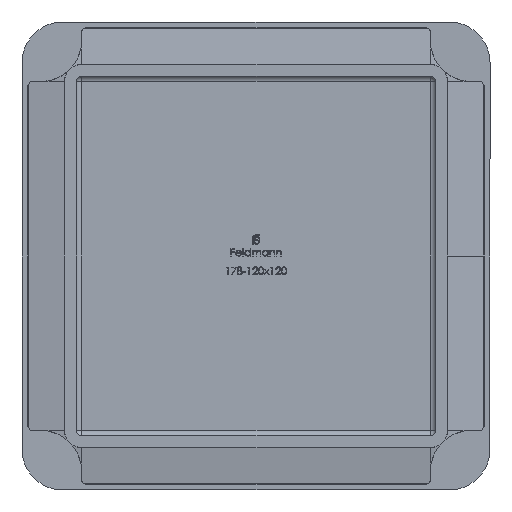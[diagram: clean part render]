
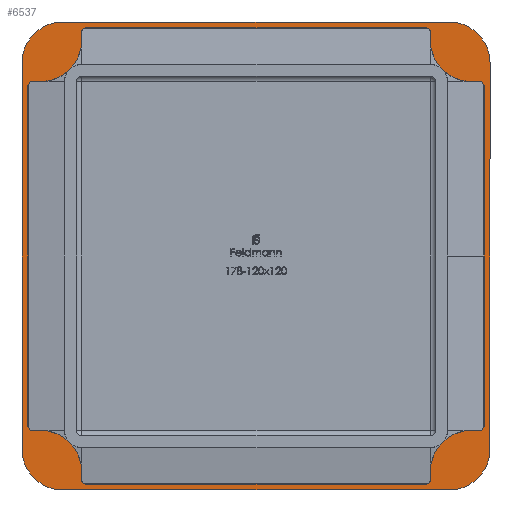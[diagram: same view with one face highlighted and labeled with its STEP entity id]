
A CAD part, front view. The second image highlights one B-rep face of the part: STEP entity #6537.
In plain terms, the highlighted planar face has unit normal (0, -1, 0).
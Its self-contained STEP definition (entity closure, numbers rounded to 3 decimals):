
#137 = CIRCLE ( 'NONE', #12456, 7. ) ;
#357 = EDGE_CURVE ( 'NONE', #10692, #16938, #19883, .T. ) ;
#432 = EDGE_CURVE ( 'NONE', #10692, #17037, #5010, .T. ) ;
#445 = CARTESIAN_POINT ( 'NONE',  ( 32.75, 0., -29.75 ) ) ;
#638 = CARTESIAN_POINT ( 'NONE',  ( -40., 0., -40. ) ) ;
#798 = EDGE_CURVE ( 'NONE', #15156, #12640, #4729, .T. ) ;
#976 = CIRCLE ( 'NONE', #12589, 3. ) ;
#984 = AXIS2_PLACEMENT_3D ( 'NONE', #4779, #15629, #19052 ) ;
#1121 = DIRECTION ( 'NONE',  ( 0., 0., -1. ) ) ;
#1356 = ORIENTED_EDGE ( 'NONE', *, *, #6669, .F. ) ;
#1427 = CARTESIAN_POINT ( 'NONE',  ( 40., 0., -33. ) ) ;
#1610 = CARTESIAN_POINT ( 'NONE',  ( 29.75, 0., 32.75 ) ) ;
#1680 = EDGE_CURVE ( 'NONE', #10033, #11366, #6328, .T. ) ;
#2070 = DIRECTION ( 'NONE',  ( -1., 0., 0. ) ) ;
#2156 = LINE ( 'NONE', #4457, #8771 ) ;
#2180 = CARTESIAN_POINT ( 'NONE',  ( 29.75, 0., -29.75 ) ) ;
#2414 = DIRECTION ( 'NONE',  ( -1., 0., 0. ) ) ;
#2487 = CARTESIAN_POINT ( 'NONE',  ( 33., 0., -40. ) ) ;
#2873 = VECTOR ( 'NONE', #1121, 1000. ) ;
#2878 = VERTEX_POINT ( 'NONE', #1610 ) ;
#3379 = EDGE_LOOP ( 'NONE', ( #20911, #21197, #11457, #4752, #14374, #13250, #1356, #8697 ) ) ;
#3726 = EDGE_CURVE ( 'NONE', #8020, #17407, #4767, .T. ) ;
#3840 = EDGE_CURVE ( 'NONE', #13937, #2878, #4492, .T. ) ;
#3869 = CIRCLE ( 'NONE', #984, 7. ) ;
#3954 = CARTESIAN_POINT ( 'NONE',  ( -29.75, 0., -29.75 ) ) ;
#4155 = PLANE ( 'NONE',  #7305 ) ;
#4344 = AXIS2_PLACEMENT_3D ( 'NONE', #17130, #10248, #22424 ) ;
#4441 = CARTESIAN_POINT ( 'NONE',  ( -40., 0., 40. ) ) ;
#4457 = CARTESIAN_POINT ( 'NONE',  ( -29.75, 0., -32.75 ) ) ;
#4492 = CIRCLE ( 'NONE', #4344, 3. ) ;
#4729 = CIRCLE ( 'NONE', #11526, 3. ) ;
#4752 = ORIENTED_EDGE ( 'NONE', *, *, #798, .F. ) ;
#4767 = LINE ( 'NONE', #22193, #2873 ) ;
#4779 = CARTESIAN_POINT ( 'NONE',  ( 33., 0., -33. ) ) ;
#4792 = CARTESIAN_POINT ( 'NONE',  ( -32.75, 0., 29.75 ) ) ;
#5010 = CIRCLE ( 'NONE', #19506, 7. ) ;
#5050 = DIRECTION ( 'NONE',  ( 0., 0., -1. ) ) ;
#5247 = ORIENTED_EDGE ( 'NONE', *, *, #3726, .F. ) ;
#5414 = AXIS2_PLACEMENT_3D ( 'NONE', #5822, #14665, #16524 ) ;
#5564 = DIRECTION ( 'NONE',  ( 0., -1., 0. ) ) ;
#5705 = DIRECTION ( 'NONE',  ( 0., -1., 0. ) ) ;
#5822 = CARTESIAN_POINT ( 'NONE',  ( -33., 0., -33. ) ) ;
#5986 = CARTESIAN_POINT ( 'NONE',  ( 29.75, 0., -32.75 ) ) ;
#6206 = EDGE_CURVE ( 'NONE', #10033, #17407, #3869, .T. ) ;
#6328 = LINE ( 'NONE', #638, #16250 ) ;
#6464 = DIRECTION ( 'NONE',  ( 0., -1., 0. ) ) ;
#6537 = ADVANCED_FACE ( 'NONE', ( #8303, #14313 ), #4155, .F. ) ;
#6669 = EDGE_CURVE ( 'NONE', #13317, #14936, #17108, .T. ) ;
#6739 = VERTEX_POINT ( 'NONE', #15680 ) ;
#7305 = AXIS2_PLACEMENT_3D ( 'NONE', #16382, #12990, #16454 ) ;
#7999 = ORIENTED_EDGE ( 'NONE', *, *, #357, .F. ) ;
#8019 = EDGE_CURVE ( 'NONE', #12640, #13937, #19291, .T. ) ;
#8020 = VERTEX_POINT ( 'NONE', #15688 ) ;
#8239 = CIRCLE ( 'NONE', #15811, 3. ) ;
#8303 = FACE_OUTER_BOUND ( 'NONE', #12471, .T. ) ;
#8697 = ORIENTED_EDGE ( 'NONE', *, *, #20416, .F. ) ;
#8771 = VECTOR ( 'NONE', #22603, 1000. ) ;
#9249 = EDGE_CURVE ( 'NONE', #11780, #11366, #16185, .T. ) ;
#10022 = VERTEX_POINT ( 'NONE', #19732 ) ;
#10033 = VERTEX_POINT ( 'NONE', #2487 ) ;
#10075 = DIRECTION ( 'NONE',  ( 0., -1., 0. ) ) ;
#10248 = DIRECTION ( 'NONE',  ( 0., -1., 0. ) ) ;
#10432 = CARTESIAN_POINT ( 'NONE',  ( 32.75, 0., 29.75 ) ) ;
#10692 = VERTEX_POINT ( 'NONE', #19616 ) ;
#10788 = DIRECTION ( 'NONE',  ( 0., 0., 1. ) ) ;
#11366 = VERTEX_POINT ( 'NONE', #21857 ) ;
#11457 = ORIENTED_EDGE ( 'NONE', *, *, #8019, .F. ) ;
#11526 = AXIS2_PLACEMENT_3D ( 'NONE', #2180, #5705, #12565 ) ;
#11707 = ORIENTED_EDGE ( 'NONE', *, *, #6206, .T. ) ;
#11736 = DIRECTION ( 'NONE',  ( 0., 0., 1. ) ) ;
#11780 = VERTEX_POINT ( 'NONE', #15544 ) ;
#11901 = VECTOR ( 'NONE', #20234, 1000. ) ;
#12259 = DIRECTION ( 'NONE',  ( 0., 0., 1. ) ) ;
#12324 = CARTESIAN_POINT ( 'NONE',  ( -40., 0., -40. ) ) ;
#12456 = AXIS2_PLACEMENT_3D ( 'NONE', #19041, #6464, #13550 ) ;
#12471 = EDGE_LOOP ( 'NONE', ( #15943, #7999, #18082, #14633, #13360, #14871, #11707, #5247 ) ) ;
#12565 = DIRECTION ( 'NONE',  ( 0., 0., -1. ) ) ;
#12589 = AXIS2_PLACEMENT_3D ( 'NONE', #3954, #5564, #10788 ) ;
#12613 = EDGE_CURVE ( 'NONE', #2878, #10022, #16650, .T. ) ;
#12640 = VERTEX_POINT ( 'NONE', #445 ) ;
#12880 = LINE ( 'NONE', #12324, #15373 ) ;
#12990 = DIRECTION ( 'NONE',  ( 0., 1., 0. ) ) ;
#13250 = ORIENTED_EDGE ( 'NONE', *, *, #14581, .F. ) ;
#13254 = DIRECTION ( 'NONE',  ( 0., 0., 1. ) ) ;
#13317 = VERTEX_POINT ( 'NONE', #4792 ) ;
#13360 = ORIENTED_EDGE ( 'NONE', *, *, #9249, .T. ) ;
#13550 = DIRECTION ( 'NONE',  ( 0., 0., 1. ) ) ;
#13937 = VERTEX_POINT ( 'NONE', #17004 ) ;
#14313 = FACE_BOUND ( 'NONE', #3379, .T. ) ;
#14374 = ORIENTED_EDGE ( 'NONE', *, *, #20873, .F. ) ;
#14389 = EDGE_CURVE ( 'NONE', #8020, #16938, #137, .T. ) ;
#14581 = EDGE_CURVE ( 'NONE', #14936, #6739, #976, .T. ) ;
#14633 = ORIENTED_EDGE ( 'NONE', *, *, #21666, .F. ) ;
#14665 = DIRECTION ( 'NONE',  ( 0., -1., 0. ) ) ;
#14871 = ORIENTED_EDGE ( 'NONE', *, *, #1680, .F. ) ;
#14936 = VERTEX_POINT ( 'NONE', #22328 ) ;
#15156 = VERTEX_POINT ( 'NONE', #5986 ) ;
#15373 = VECTOR ( 'NONE', #12259, 1000. ) ;
#15544 = CARTESIAN_POINT ( 'NONE',  ( -40., 0., -33. ) ) ;
#15629 = DIRECTION ( 'NONE',  ( 0., -1., 0. ) ) ;
#15680 = CARTESIAN_POINT ( 'NONE',  ( -29.75, 0., -32.75 ) ) ;
#15688 = CARTESIAN_POINT ( 'NONE',  ( 40., 0., 33. ) ) ;
#15811 = AXIS2_PLACEMENT_3D ( 'NONE', #20633, #10075, #13254 ) ;
#15943 = ORIENTED_EDGE ( 'NONE', *, *, #14389, .T. ) ;
#16185 = CIRCLE ( 'NONE', #5414, 7. ) ;
#16211 = CARTESIAN_POINT ( 'NONE',  ( -29.75, 0., 32.75 ) ) ;
#16250 = VECTOR ( 'NONE', #2414, 1000. ) ;
#16382 = CARTESIAN_POINT ( 'NONE',  ( 0., 0., 0. ) ) ;
#16454 = DIRECTION ( 'NONE',  ( 0., 0., 1. ) ) ;
#16524 = DIRECTION ( 'NONE',  ( 0., 0., 1. ) ) ;
#16650 = LINE ( 'NONE', #16211, #20774 ) ;
#16938 = VERTEX_POINT ( 'NONE', #20396 ) ;
#17004 = CARTESIAN_POINT ( 'NONE',  ( 32.75, 0., 29.75 ) ) ;
#17037 = VERTEX_POINT ( 'NONE', #17480 ) ;
#17108 = LINE ( 'NONE', #18792, #18220 ) ;
#17130 = CARTESIAN_POINT ( 'NONE',  ( 29.75, 0., 29.75 ) ) ;
#17407 = VERTEX_POINT ( 'NONE', #1427 ) ;
#17480 = CARTESIAN_POINT ( 'NONE',  ( -40., 0., 33. ) ) ;
#18082 = ORIENTED_EDGE ( 'NONE', *, *, #432, .T. ) ;
#18220 = VECTOR ( 'NONE', #5050, 1000. ) ;
#18792 = CARTESIAN_POINT ( 'NONE',  ( -32.75, 0., 29.75 ) ) ;
#19041 = CARTESIAN_POINT ( 'NONE',  ( 33., 0., 33. ) ) ;
#19052 = DIRECTION ( 'NONE',  ( 0., 0., 1. ) ) ;
#19291 = LINE ( 'NONE', #10432, #22837 ) ;
#19506 = AXIS2_PLACEMENT_3D ( 'NONE', #22279, #22206, #11736 ) ;
#19616 = CARTESIAN_POINT ( 'NONE',  ( -33., 0., 40. ) ) ;
#19732 = CARTESIAN_POINT ( 'NONE',  ( -29.75, 0., 32.75 ) ) ;
#19883 = LINE ( 'NONE', #4441, #11901 ) ;
#20234 = DIRECTION ( 'NONE',  ( 1., 0., 0. ) ) ;
#20396 = CARTESIAN_POINT ( 'NONE',  ( 33., 0., 40. ) ) ;
#20416 = EDGE_CURVE ( 'NONE', #10022, #13317, #8239, .T. ) ;
#20633 = CARTESIAN_POINT ( 'NONE',  ( -29.75, 0., 29.75 ) ) ;
#20774 = VECTOR ( 'NONE', #2070, 1000. ) ;
#20873 = EDGE_CURVE ( 'NONE', #6739, #15156, #2156, .T. ) ;
#20911 = ORIENTED_EDGE ( 'NONE', *, *, #12613, .F. ) ;
#21197 = ORIENTED_EDGE ( 'NONE', *, *, #3840, .F. ) ;
#21666 = EDGE_CURVE ( 'NONE', #11780, #17037, #12880, .T. ) ;
#21857 = CARTESIAN_POINT ( 'NONE',  ( -33., 0., -40. ) ) ;
#22193 = CARTESIAN_POINT ( 'NONE',  ( 40., 0., -40. ) ) ;
#22206 = DIRECTION ( 'NONE',  ( 0., -1., 0. ) ) ;
#22279 = CARTESIAN_POINT ( 'NONE',  ( -33., 0., 33. ) ) ;
#22328 = CARTESIAN_POINT ( 'NONE',  ( -32.75, 0., -29.75 ) ) ;
#22424 = DIRECTION ( 'NONE',  ( 0., 0., 1. ) ) ;
#22603 = DIRECTION ( 'NONE',  ( 1., 0., 0. ) ) ;
#22754 = DIRECTION ( 'NONE',  ( 0., 0., 1. ) ) ;
#22837 = VECTOR ( 'NONE', #22754, 1000. ) ;
